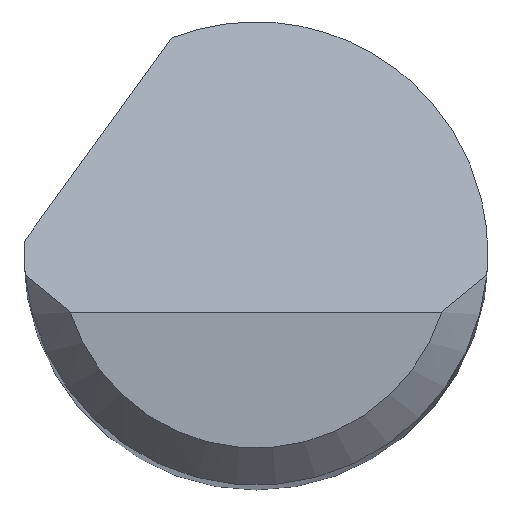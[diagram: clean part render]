
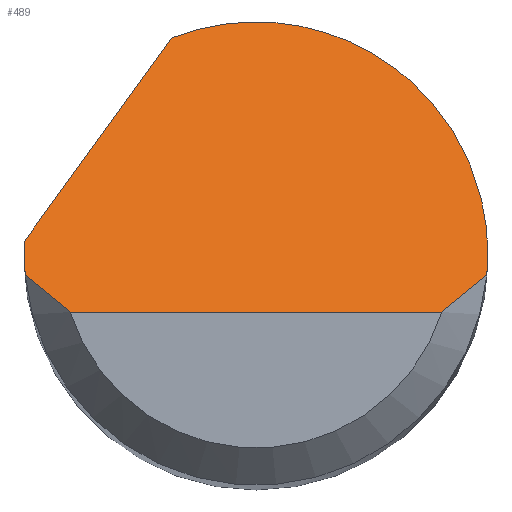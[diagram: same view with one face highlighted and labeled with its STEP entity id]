
A CAD part, top view. The second image highlights one B-rep face of the part: STEP entity #489.
In plain terms, the highlighted planar face has unit normal (0, 0.707, 0.707).
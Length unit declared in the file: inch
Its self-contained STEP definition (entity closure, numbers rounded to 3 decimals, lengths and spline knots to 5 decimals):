
#12 =( BOUNDED_CURVE ( )  B_SPLINE_CURVE ( 3, ( #600, #26, #246, #641 ),
 .UNSPECIFIED., .F., .F. ) 
 B_SPLINE_CURVE_WITH_KNOTS ( ( 4, 4 ),
 ( 1.5708, 1.66427 ),
 .UNSPECIFIED. ) 
 CURVE ( )  GEOMETRIC_REPRESENTATION_ITEM ( )  RATIONAL_B_SPLINE_CURVE ( ( 1., 0.999, 0.999, 1. ) ) 
 REPRESENTATION_ITEM ( '' )  );
#16 = FACE_OUTER_BOUND ( 'NONE', #608, .T. ) ;
#24 = CARTESIAN_POINT ( 'NONE',  ( -0.09362, 0.005, 1.47125 ) ) ;
#26 = CARTESIAN_POINT ( 'NONE',  ( 0.09375, -0.00292, 1.47917 ) ) ;
#29 = CARTESIAN_POINT ( 'NONE',  ( -0.07508, -0.02375, 1.5 ) ) ;
#44 = CARTESIAN_POINT ( 'NONE',  ( -0.03394, 0.08739, 1.38886 ) ) ;
#51 = ORIENTED_EDGE ( 'NONE', *, *, #591, .F. ) ;
#83 = CARTESIAN_POINT ( 'NONE',  ( 0.07508, -0.02375, 1.5 ) ) ;
#113 = ORIENTED_EDGE ( 'NONE', *, *, #265, .F. ) ;
#116 = EDGE_CURVE ( 'NONE', #365, #561, #622, .T. ) ;
#124 = CARTESIAN_POINT ( 'NONE',  ( 0.09334, -0.00875, 1.485 ) ) ;
#129 = CARTESIAN_POINT ( 'NONE',  ( -0.11014, -0.01781, 1.49406 ) ) ;
#138 = CARTESIAN_POINT ( 'NONE',  ( -0.08157, -0.019, 1.49525 ) ) ;
#152 = ORIENTED_EDGE ( 'NONE', *, *, #450, .F. ) ;
#163 = CARTESIAN_POINT ( 'NONE',  ( -0.09334, -0.00875, 1.485 ) ) ;
#178 = ORIENTED_EDGE ( 'NONE', *, *, #632, .T. ) ;
#182 = CARTESIAN_POINT ( 'NONE',  ( -0.09334, -0.00875, 1.485 ) ) ;
#212 = CARTESIAN_POINT ( 'NONE',  ( 0.09375, 0., 1.47625 ) ) ;
#213 = VERTEX_POINT ( 'NONE', #599 ) ;
#226 = B_SPLINE_CURVE_WITH_KNOTS ( 'NONE', 3,
 ( #307, #626, #669, #260 ),
 .UNSPECIFIED., .F., .F.,
 ( 4, 4 ),
 ( 0., 0.00071 ),
 .UNSPECIFIED. ) ;
#232 = CARTESIAN_POINT ( 'NONE',  ( -0.09375, 0., 1.47625 ) ) ;
#242 = CARTESIAN_POINT ( 'NONE',  ( -0.09375, 0., 1.47625 ) ) ;
#246 = CARTESIAN_POINT ( 'NONE',  ( 0.09361, -0.00584, 1.48209 ) ) ;
#249 = EDGE_CURVE ( 'NONE', #477, #567, #226, .T. ) ;
#252 = VERTEX_POINT ( 'NONE', #666 ) ;
#260 = CARTESIAN_POINT ( 'NONE',  ( 0.09334, -0.00875, 1.485 ) ) ;
#264 = ORIENTED_EDGE ( 'NONE', *, *, #116, .F. ) ;
#265 = EDGE_CURVE ( 'NONE', #252, #411, #479, .T. ) ;
#282 = AXIS2_PLACEMENT_3D ( 'NONE', #494, #395, #350 ) ;
#307 = CARTESIAN_POINT ( 'NONE',  ( 0.07508, -0.02375, 1.5 ) ) ;
#320 = CARTESIAN_POINT ( 'NONE',  ( 0.09375, 0.07266, 1.40359 ) ) ;
#323 = ORIENTED_EDGE ( 'NONE', *, *, #514, .F. ) ;
#346 = CARTESIAN_POINT ( 'NONE',  ( -0.09371, 0.00333, 1.47292 ) ) ;
#350 = DIRECTION ( 'NONE',  ( 0., 0.707, -0.707 ) ) ;
#365 = VERTEX_POINT ( 'NONE', #163 ) ;
#395 = DIRECTION ( 'NONE',  ( 0., -0.707, -0.707 ) ) ;
#397 = CARTESIAN_POINT ( 'NONE',  ( -0.08761, -0.01397, 1.49022 ) ) ;
#411 = VERTEX_POINT ( 'NONE', #628 ) ;
#429 = B_SPLINE_CURVE_WITH_KNOTS ( 'NONE', 3,
 ( #547, #397, #138, #29 ),
 .UNSPECIFIED., .F., .F.,
 ( 4, 4 ),
 ( 0., 0.00071 ),
 .UNSPECIFIED. ) ;
#434 = LINE ( 'NONE', #129, #537 ) ;
#437 = VERTEX_POINT ( 'NONE', #487 ) ;
#448 = CARTESIAN_POINT ( 'NONE',  ( -0.09375, 0.00167, 1.47458 ) ) ;
#450 = EDGE_CURVE ( 'NONE', #213, #252, #434, .T. ) ;
#452 = PLANE ( 'NONE',  #282 ) ;
#462 = ORIENTED_EDGE ( 'NONE', *, *, #249, .T. ) ;
#477 = VERTEX_POINT ( 'NONE', #83 ) ;
#479 =( BOUNDED_CURVE ( )  B_SPLINE_CURVE ( 3, ( #44, #560, #320, #212 ),
 .UNSPECIFIED., .F., .F. ) 
 B_SPLINE_CURVE_WITH_KNOTS ( ( 4, 4 ),
 ( 5.91277, 7.85398 ),
 .UNSPECIFIED. ) 
 CURVE ( )  GEOMETRIC_REPRESENTATION_ITEM ( )  RATIONAL_B_SPLINE_CURVE ( ( 1., 0.71, 0.71, 1. ) ) 
 REPRESENTATION_ITEM ( '' )  );
#487 = CARTESIAN_POINT ( 'NONE',  ( -0.07508, -0.02375, 1.5 ) ) ;
#489 = ADVANCED_FACE ( 'NONE', ( #16 ), #452, .F. ) ;
#494 = CARTESIAN_POINT ( 'NONE',  ( -0.09375, -0.02375, 1.5 ) ) ;
#497 = DIRECTION ( 'NONE',  ( 1., 0., 0. ) ) ;
#501 = LINE ( 'NONE', #653, #559 ) ;
#514 = EDGE_CURVE ( 'NONE', #561, #213, #619, .T. ) ;
#537 = VECTOR ( 'NONE', #549, 39.37008 ) ;
#547 = CARTESIAN_POINT ( 'NONE',  ( -0.09334, -0.00875, 1.485 ) ) ;
#549 = DIRECTION ( 'NONE',  ( 0.456, 0.629, -0.629 ) ) ;
#559 = VECTOR ( 'NONE', #497, 39.37008 ) ;
#560 = CARTESIAN_POINT ( 'NONE',  ( 0.03379, 0.11369, 1.36256 ) ) ;
#561 = VERTEX_POINT ( 'NONE', #232 ) ;
#567 = VERTEX_POINT ( 'NONE', #124 ) ;
#570 = EDGE_CURVE ( 'NONE', #437, #477, #501, .T. ) ;
#591 = EDGE_CURVE ( 'NONE', #411, #567, #12, .T. ) ;
#599 = CARTESIAN_POINT ( 'NONE',  ( -0.09362, 0.005, 1.47125 ) ) ;
#600 = CARTESIAN_POINT ( 'NONE',  ( 0.09375, 0., 1.47625 ) ) ;
#604 = CARTESIAN_POINT ( 'NONE',  ( -0.09375, 0., 1.47625 ) ) ;
#608 = EDGE_LOOP ( 'NONE', ( #679, #462, #51, #113, #152, #323, #264, #178 ) ) ;
#619 =( BOUNDED_CURVE ( )  B_SPLINE_CURVE ( 3, ( #604, #448, #346, #24 ),
 .UNSPECIFIED., .F., .F. ) 
 B_SPLINE_CURVE_WITH_KNOTS ( ( 4, 4 ),
 ( 4.71239, 4.76575 ),
 .UNSPECIFIED. ) 
 CURVE ( )  GEOMETRIC_REPRESENTATION_ITEM ( )  RATIONAL_B_SPLINE_CURVE ( ( 1., 1., 1., 1. ) ) 
 REPRESENTATION_ITEM ( '' )  );
#622 =( BOUNDED_CURVE ( )  B_SPLINE_CURVE ( 3, ( #182, #658, #650, #242 ),
 .UNSPECIFIED., .F., .F. ) 
 B_SPLINE_CURVE_WITH_KNOTS ( ( 4, 4 ),
 ( 4.61892, 4.71239 ),
 .UNSPECIFIED. ) 
 CURVE ( )  GEOMETRIC_REPRESENTATION_ITEM ( )  RATIONAL_B_SPLINE_CURVE ( ( 1., 0.999, 0.999, 1. ) ) 
 REPRESENTATION_ITEM ( '' )  );
#626 = CARTESIAN_POINT ( 'NONE',  ( 0.08157, -0.019, 1.49525 ) ) ;
#628 = CARTESIAN_POINT ( 'NONE',  ( 0.09375, 0., 1.47625 ) ) ;
#632 = EDGE_CURVE ( 'NONE', #365, #437, #429, .T. ) ;
#641 = CARTESIAN_POINT ( 'NONE',  ( 0.09334, -0.00875, 1.485 ) ) ;
#650 = CARTESIAN_POINT ( 'NONE',  ( -0.09375, -0.00292, 1.47917 ) ) ;
#653 = CARTESIAN_POINT ( 'NONE',  ( 0., -0.02375, 1.5 ) ) ;
#658 = CARTESIAN_POINT ( 'NONE',  ( -0.09361, -0.00584, 1.48209 ) ) ;
#666 = CARTESIAN_POINT ( 'NONE',  ( -0.03394, 0.08739, 1.38886 ) ) ;
#669 = CARTESIAN_POINT ( 'NONE',  ( 0.08761, -0.01397, 1.49022 ) ) ;
#679 = ORIENTED_EDGE ( 'NONE', *, *, #570, .T. ) ;
